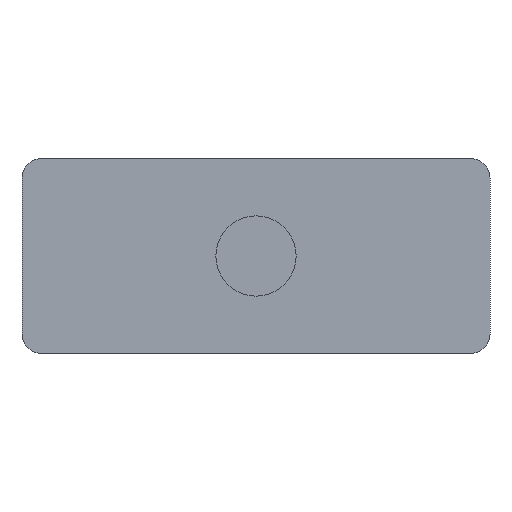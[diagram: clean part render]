
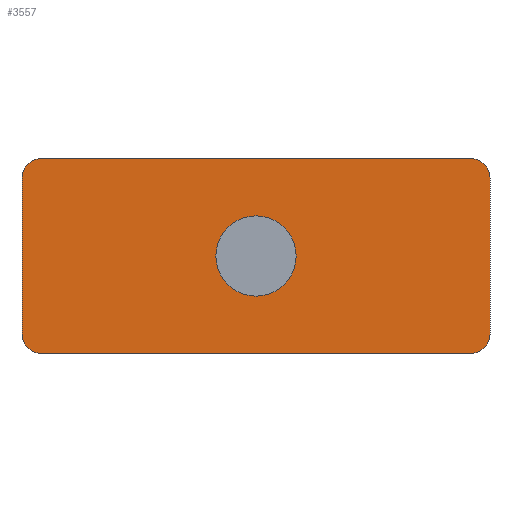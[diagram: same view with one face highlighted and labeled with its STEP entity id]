
A CAD part, front view. The second image highlights one B-rep face of the part: STEP entity #3557.
In plain terms, the highlighted face is planar.
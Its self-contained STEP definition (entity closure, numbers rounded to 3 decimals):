
#3498 = VERTEX_POINT('',#3499);
#3499 = CARTESIAN_POINT('',(-1.03,0.,0.));
#3505 = EDGE_CURVE('',#3506,#3498,#3508,.T.);
#3506 = VERTEX_POINT('',#3507);
#3507 = CARTESIAN_POINT('',(1.03,0.,0.));
#3508 = CIRCLE('',#3509,1.03);
#3509 = AXIS2_PLACEMENT_3D('',#3510,#3511,#3512);
#3510 = CARTESIAN_POINT('',(0.,0.,0.));
#3511 = DIRECTION('',(0.,0.,-1.));
#3512 = DIRECTION('',(-1.,0.,0.));
#3537 = EDGE_CURVE('',#3498,#3506,#3538,.T.);
#3538 = CIRCLE('',#3539,1.03);
#3539 = AXIS2_PLACEMENT_3D('',#3540,#3541,#3542);
#3540 = CARTESIAN_POINT('',(0.,0.,0.));
#3541 = DIRECTION('',(0.,0.,-1.));
#3542 = DIRECTION('',(-1.,0.,0.));
#3557 = ADVANCED_FACE('',(#3558,#3562),#3632,.T.);
#3558 = FACE_BOUND('',#3559,.T.);
#3559 = EDGE_LOOP('',(#3560,#3561));
#3560 = ORIENTED_EDGE('',*,*,#3537,.F.);
#3561 = ORIENTED_EDGE('',*,*,#3505,.F.);
#3562 = FACE_BOUND('',#3563,.T.);
#3563 = EDGE_LOOP('',(#3564,#3575,#3583,#3592,#3600,#3609,#3617,#3626));
#3564 = ORIENTED_EDGE('',*,*,#3565,.F.);
#3565 = EDGE_CURVE('',#3566,#3568,#3570,.T.);
#3566 = VERTEX_POINT('',#3567);
#3567 = CARTESIAN_POINT('',(6.,2.,0.));
#3568 = VERTEX_POINT('',#3569);
#3569 = CARTESIAN_POINT('',(5.5,2.5,0.));
#3570 = CIRCLE('',#3571,0.5);
#3571 = AXIS2_PLACEMENT_3D('',#3572,#3573,#3574);
#3572 = CARTESIAN_POINT('',(5.5,2.,0.));
#3573 = DIRECTION('',(0.,0.,1.));
#3574 = DIRECTION('',(-1.,0.,0.));
#3575 = ORIENTED_EDGE('',*,*,#3576,.F.);
#3576 = EDGE_CURVE('',#3577,#3566,#3579,.T.);
#3577 = VERTEX_POINT('',#3578);
#3578 = CARTESIAN_POINT('',(6.,-2.,0.));
#3579 = LINE('',#3580,#3581);
#3580 = CARTESIAN_POINT('',(6.,-2.,0.));
#3581 = VECTOR('',#3582,1.);
#3582 = DIRECTION('',(0.,1.,0.));
#3583 = ORIENTED_EDGE('',*,*,#3584,.F.);
#3584 = EDGE_CURVE('',#3585,#3577,#3587,.T.);
#3585 = VERTEX_POINT('',#3586);
#3586 = CARTESIAN_POINT('',(5.5,-2.5,0.));
#3587 = CIRCLE('',#3588,0.5);
#3588 = AXIS2_PLACEMENT_3D('',#3589,#3590,#3591);
#3589 = CARTESIAN_POINT('',(5.5,-2.,0.));
#3590 = DIRECTION('',(0.,0.,1.));
#3591 = DIRECTION('',(-1.,0.,0.));
#3592 = ORIENTED_EDGE('',*,*,#3593,.F.);
#3593 = EDGE_CURVE('',#3594,#3585,#3596,.T.);
#3594 = VERTEX_POINT('',#3595);
#3595 = CARTESIAN_POINT('',(-5.5,-2.5,0.));
#3596 = LINE('',#3597,#3598);
#3597 = CARTESIAN_POINT('',(-5.5,-2.5,0.));
#3598 = VECTOR('',#3599,1.);
#3599 = DIRECTION('',(1.,0.,0.));
#3600 = ORIENTED_EDGE('',*,*,#3601,.F.);
#3601 = EDGE_CURVE('',#3602,#3594,#3604,.T.);
#3602 = VERTEX_POINT('',#3603);
#3603 = CARTESIAN_POINT('',(-6.,-2.,0.));
#3604 = CIRCLE('',#3605,0.5);
#3605 = AXIS2_PLACEMENT_3D('',#3606,#3607,#3608);
#3606 = CARTESIAN_POINT('',(-5.5,-2.,0.));
#3607 = DIRECTION('',(0.,0.,1.));
#3608 = DIRECTION('',(1.,0.,0.));
#3609 = ORIENTED_EDGE('',*,*,#3610,.F.);
#3610 = EDGE_CURVE('',#3611,#3602,#3613,.T.);
#3611 = VERTEX_POINT('',#3612);
#3612 = CARTESIAN_POINT('',(-6.,2.,0.));
#3613 = LINE('',#3614,#3615);
#3614 = CARTESIAN_POINT('',(-6.,2.,0.));
#3615 = VECTOR('',#3616,1.);
#3616 = DIRECTION('',(0.,-1.,0.));
#3617 = ORIENTED_EDGE('',*,*,#3618,.F.);
#3618 = EDGE_CURVE('',#3619,#3611,#3621,.T.);
#3619 = VERTEX_POINT('',#3620);
#3620 = CARTESIAN_POINT('',(-5.5,2.5,0.));
#3621 = CIRCLE('',#3622,0.5);
#3622 = AXIS2_PLACEMENT_3D('',#3623,#3624,#3625);
#3623 = CARTESIAN_POINT('',(-5.5,2.,0.));
#3624 = DIRECTION('',(0.,0.,1.));
#3625 = DIRECTION('',(1.,0.,0.));
#3626 = ORIENTED_EDGE('',*,*,#3627,.F.);
#3627 = EDGE_CURVE('',#3568,#3619,#3628,.T.);
#3628 = LINE('',#3629,#3630);
#3629 = CARTESIAN_POINT('',(5.5,2.5,0.));
#3630 = VECTOR('',#3631,1.);
#3631 = DIRECTION('',(-1.,0.,0.));
#3632 = PLANE('',#3633);
#3633 = AXIS2_PLACEMENT_3D('',#3634,#3635,#3636);
#3634 = CARTESIAN_POINT('',(5.5,2.,0.));
#3635 = DIRECTION('',(0.,0.,-1.));
#3636 = DIRECTION('',(-1.,0.,0.));
